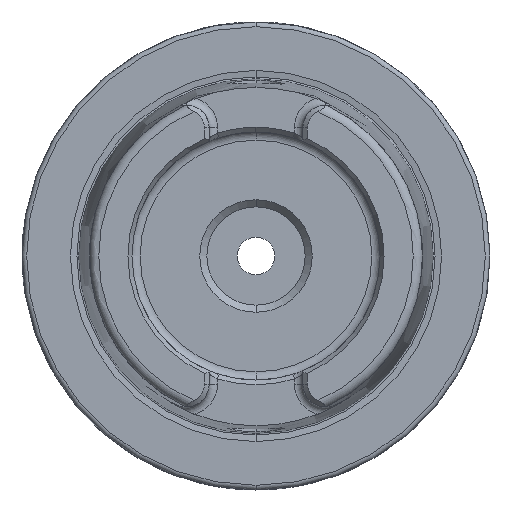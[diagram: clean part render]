
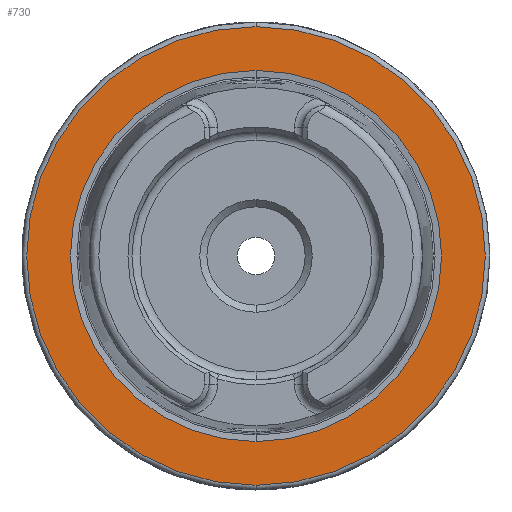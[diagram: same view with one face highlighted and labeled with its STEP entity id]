
A CAD part, left-side view. The second image highlights one B-rep face of the part: STEP entity #730.
In plain terms, the highlighted planar face has unit normal (-1, 0, 0).
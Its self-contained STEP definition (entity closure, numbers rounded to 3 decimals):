
#220 = EDGE_CURVE ( 'NONE', #3210, #1279, #1248, .T. ) ;
#294 = DIRECTION ( 'NONE',  ( 0., 0., -1. ) ) ;
#730 = ADVANCED_FACE ( 'NONE', ( #5195, #2161 ), #3897, .T. ) ;
#732 = AXIS2_PLACEMENT_3D ( 'NONE', #2662, #1440, #4578 ) ;
#837 = AXIS2_PLACEMENT_3D ( 'NONE', #1674, #5976, #7192 ) ;
#843 = CARTESIAN_POINT ( 'NONE',  ( 0., 0., -39.647 ) ) ;
#962 = CARTESIAN_POINT ( 'NONE',  ( 0., 0., -49. ) ) ;
#1092 = CIRCLE ( 'NONE', #4637, 49. ) ;
#1119 = EDGE_CURVE ( 'NONE', #1154, #2859, #5320, .T. ) ;
#1154 = VERTEX_POINT ( 'NONE', #843 ) ;
#1248 = CIRCLE ( 'NONE', #6937, 49. ) ;
#1279 = VERTEX_POINT ( 'NONE', #1581 ) ;
#1440 = DIRECTION ( 'NONE',  ( -1., 0., 0. ) ) ;
#1581 = CARTESIAN_POINT ( 'NONE',  ( 0., 0., 49. ) ) ;
#1605 = ORIENTED_EDGE ( 'NONE', *, *, #220, .F. ) ;
#1674 = CARTESIAN_POINT ( 'NONE',  ( 0., 0., 0. ) ) ;
#2161 = FACE_OUTER_BOUND ( 'NONE', #6942, .T. ) ;
#2329 = DIRECTION ( 'NONE',  ( 1., 0., 0. ) ) ;
#2367 = DIRECTION ( 'NONE',  ( 0., 0., -1. ) ) ;
#2662 = CARTESIAN_POINT ( 'NONE',  ( 0., 39.647, 0. ) ) ;
#2859 = VERTEX_POINT ( 'NONE', #4054 ) ;
#3210 = VERTEX_POINT ( 'NONE', #962 ) ;
#3781 = EDGE_CURVE ( 'NONE', #2859, #1154, #6150, .T. ) ;
#3800 = ORIENTED_EDGE ( 'NONE', *, *, #3872, .F. ) ;
#3872 = EDGE_CURVE ( 'NONE', #1279, #3210, #1092, .T. ) ;
#3897 = PLANE ( 'NONE',  #732 ) ;
#4054 = CARTESIAN_POINT ( 'NONE',  ( 0., 0., 39.647 ) ) ;
#4578 = DIRECTION ( 'NONE',  ( 0., 0., 1. ) ) ;
#4637 = AXIS2_PLACEMENT_3D ( 'NONE', #5430, #4666, #5393 ) ;
#4666 = DIRECTION ( 'NONE',  ( 1., 0., 0. ) ) ;
#5143 = DIRECTION ( 'NONE',  ( 1., 0., 0. ) ) ;
#5195 = FACE_BOUND ( 'NONE', #6348, .T. ) ;
#5320 = CIRCLE ( 'NONE', #7824, 39.647 ) ;
#5393 = DIRECTION ( 'NONE',  ( 0., 0., -1. ) ) ;
#5430 = CARTESIAN_POINT ( 'NONE',  ( 0., 0., 0. ) ) ;
#5726 = CARTESIAN_POINT ( 'NONE',  ( 0., 0., 0. ) ) ;
#5976 = DIRECTION ( 'NONE',  ( 1., 0., 0. ) ) ;
#6021 = CARTESIAN_POINT ( 'NONE',  ( 0., 0., 0. ) ) ;
#6150 = CIRCLE ( 'NONE', #837, 39.647 ) ;
#6348 = EDGE_LOOP ( 'NONE', ( #7318, #6904 ) ) ;
#6904 = ORIENTED_EDGE ( 'NONE', *, *, #1119, .T. ) ;
#6937 = AXIS2_PLACEMENT_3D ( 'NONE', #6021, #2329, #2367 ) ;
#6942 = EDGE_LOOP ( 'NONE', ( #1605, #3800 ) ) ;
#7192 = DIRECTION ( 'NONE',  ( 0., 0., -1. ) ) ;
#7318 = ORIENTED_EDGE ( 'NONE', *, *, #3781, .T. ) ;
#7824 = AXIS2_PLACEMENT_3D ( 'NONE', #5726, #5143, #294 ) ;
